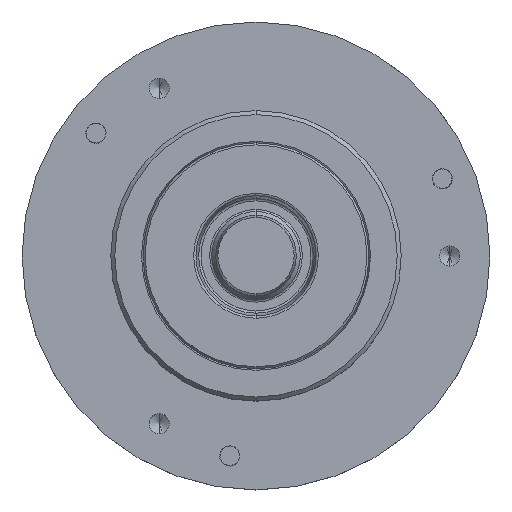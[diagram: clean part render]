
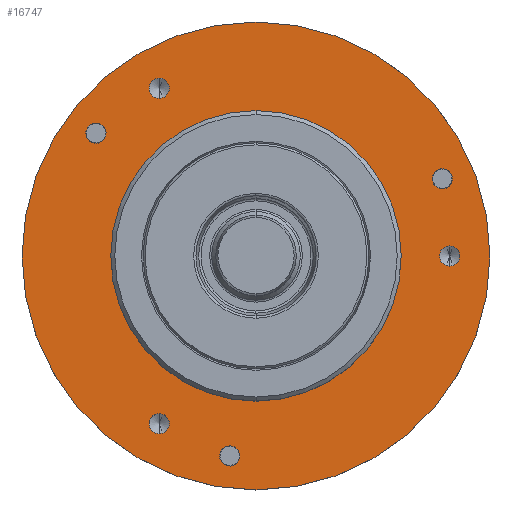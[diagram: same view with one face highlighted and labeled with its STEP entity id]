
A CAD part, top view. The second image highlights one B-rep face of the part: STEP entity #16747.
In plain terms, the highlighted planar face has unit normal (0, 0, 1).
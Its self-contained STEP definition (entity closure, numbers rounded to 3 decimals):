
#3642=CARTESIAN_POINT('',(0.,0.,17.));
#3643=DIRECTION('',(0.,0.,1.));
#3644=DIRECTION('',(1.,0.,0.));
#3645=AXIS2_PLACEMENT_3D('',#3642,#3643,#3644);
#3647=CARTESIAN_POINT('',(0.,0.,17.));
#3648=DIRECTION('',(0.,0.,1.));
#3649=DIRECTION('',(-1.,0.,0.));
#3650=AXIS2_PLACEMENT_3D('',#3647,#3648,#3649);
#3652=CARTESIAN_POINT('',(-19.834,15.219,17.));
#3653=DIRECTION('',(0.,0.,-1.));
#3654=DIRECTION('',(-0.793,0.609,0.));
#3655=AXIS2_PLACEMENT_3D('',#3652,#3653,#3654);
#3657=CARTESIAN_POINT('',(-19.834,15.219,17.));
#3658=DIRECTION('',(0.,0.,-1.));
#3659=DIRECTION('',(0.793,-0.609,0.));
#3660=AXIS2_PLACEMENT_3D('',#3657,#3658,#3659);
#3662=CARTESIAN_POINT('',(-3.263,-24.786,17.));
#3663=DIRECTION('',(0.,0.,-1.));
#3664=DIRECTION('',(-0.131,-0.991,0.));
#3665=AXIS2_PLACEMENT_3D('',#3662,#3663,#3664);
#3667=CARTESIAN_POINT('',(-3.263,-24.786,17.));
#3668=DIRECTION('',(0.,0.,-1.));
#3669=DIRECTION('',(0.131,0.991,0.));
#3670=AXIS2_PLACEMENT_3D('',#3667,#3668,#3669);
#3672=CARTESIAN_POINT('',(23.097,9.567,17.));
#3673=DIRECTION('',(0.,0.,-1.));
#3674=DIRECTION('',(0.924,0.383,0.));
#3675=AXIS2_PLACEMENT_3D('',#3672,#3673,#3674);
#3677=CARTESIAN_POINT('',(23.097,9.567,17.));
#3678=DIRECTION('',(0.,0.,-1.));
#3679=DIRECTION('',(-0.924,-0.383,0.));
#3680=AXIS2_PLACEMENT_3D('',#3677,#3678,#3679);
#3682=CARTESIAN_POINT('',(-12.,-20.785,17.));
#3683=DIRECTION('',(0.,0.,1.));
#3684=DIRECTION('',(0.,-1.,0.));
#3685=AXIS2_PLACEMENT_3D('',#3682,#3683,#3684);
#3687=CARTESIAN_POINT('',(-12.,-20.785,17.));
#3688=DIRECTION('',(0.,0.,1.));
#3689=DIRECTION('',(0.,1.,0.));
#3690=AXIS2_PLACEMENT_3D('',#3687,#3688,#3689);
#3692=CARTESIAN_POINT('',(-12.,20.785,17.));
#3693=DIRECTION('',(0.,0.,1.));
#3694=DIRECTION('',(0.,-1.,0.));
#3695=AXIS2_PLACEMENT_3D('',#3692,#3693,#3694);
#3697=CARTESIAN_POINT('',(-12.,20.785,17.));
#3698=DIRECTION('',(0.,0.,1.));
#3699=DIRECTION('',(0.,1.,0.));
#3700=AXIS2_PLACEMENT_3D('',#3697,#3698,#3699);
#3702=CARTESIAN_POINT('',(24.,0.,17.));
#3703=DIRECTION('',(0.,0.,1.));
#3704=DIRECTION('',(0.,-1.,0.));
#3705=AXIS2_PLACEMENT_3D('',#3702,#3703,#3704);
#3707=CARTESIAN_POINT('',(24.,0.,17.));
#3708=DIRECTION('',(0.,0.,1.));
#3709=DIRECTION('',(0.,1.,0.));
#3710=AXIS2_PLACEMENT_3D('',#3707,#3708,#3709);
#3720=CARTESIAN_POINT('',(0.,0.,17.));
#3721=DIRECTION('',(0.,0.,1.));
#3722=DIRECTION('',(0.,1.,0.));
#3723=AXIS2_PLACEMENT_3D('',#3720,#3721,#3722);
#3757=CARTESIAN_POINT('',(0.,0.,17.));
#3758=DIRECTION('',(0.,0.,-1.));
#3759=DIRECTION('',(0.,1.,0.));
#3760=AXIS2_PLACEMENT_3D('',#3757,#3758,#3759);
#13347=CARTESIAN_POINT('',(0.,18.,17.));
#13348=CARTESIAN_POINT('',(0.,-18.,17.));
#13349=VERTEX_POINT('',#13347);
#13350=VERTEX_POINT('',#13348);
#13351=CARTESIAN_POINT('',(29.,0.,17.));
#13352=CARTESIAN_POINT('',(-29.,0.,17.));
#13353=VERTEX_POINT('',#13351);
#13354=VERTEX_POINT('',#13352);
#13355=CARTESIAN_POINT('',(-20.826,15.98,17.));
#13356=CARTESIAN_POINT('',(-18.842,14.458,17.));
#13357=VERTEX_POINT('',#13355);
#13358=VERTEX_POINT('',#13356);
#13359=CARTESIAN_POINT('',(-3.426,-26.025,17.));
#13360=CARTESIAN_POINT('',(-3.1,-23.547,17.));
#13361=VERTEX_POINT('',#13359);
#13362=VERTEX_POINT('',#13360);
#13363=CARTESIAN_POINT('',(24.252,10.045,17.));
#13364=CARTESIAN_POINT('',(21.942,9.089,17.));
#13365=VERTEX_POINT('',#13363);
#13366=VERTEX_POINT('',#13364);
#13373=CARTESIAN_POINT('',(-12.,-22.035,17.));
#13374=CARTESIAN_POINT('',(-12.,-19.535,17.));
#13375=VERTEX_POINT('',#13373);
#13376=VERTEX_POINT('',#13374);
#13383=CARTESIAN_POINT('',(-12.,19.535,17.));
#13384=CARTESIAN_POINT('',(-12.,22.035,17.));
#13385=VERTEX_POINT('',#13383);
#13386=VERTEX_POINT('',#13384);
#13393=CARTESIAN_POINT('',(24.,-1.25,17.));
#13394=CARTESIAN_POINT('',(24.,1.25,17.));
#13395=VERTEX_POINT('',#13393);
#13396=VERTEX_POINT('',#13394);
#16695=CARTESIAN_POINT('',(0.,0.,17.));
#16696=DIRECTION('',(0.,0.,-1.));
#16697=DIRECTION('',(0.,1.,0.));
#16698=AXIS2_PLACEMENT_3D('',#16695,#16696,#16697);
#16699=PLANE('',#16698);
#16700=ORIENTED_EDGE('',*,*,#16685,.F.);
#16702=ORIENTED_EDGE('',*,*,#16701,.F.);
#16703=EDGE_LOOP('',(#16700,#16702));
#16704=FACE_OUTER_BOUND('',#16703,.F.);
#16706=ORIENTED_EDGE('',*,*,#16705,.T.);
#16708=ORIENTED_EDGE('',*,*,#16707,.F.);
#16709=EDGE_LOOP('',(#16706,#16708));
#16710=FACE_BOUND('',#16709,.F.);
#16712=ORIENTED_EDGE('',*,*,#16711,.F.);
#16714=ORIENTED_EDGE('',*,*,#16713,.F.);
#16715=EDGE_LOOP('',(#16712,#16714));
#16716=FACE_BOUND('',#16715,.F.);
#16718=ORIENTED_EDGE('',*,*,#16717,.F.);
#16720=ORIENTED_EDGE('',*,*,#16719,.F.);
#16721=EDGE_LOOP('',(#16718,#16720));
#16722=FACE_BOUND('',#16721,.F.);
#16724=ORIENTED_EDGE('',*,*,#16723,.F.);
#16726=ORIENTED_EDGE('',*,*,#16725,.F.);
#16727=EDGE_LOOP('',(#16724,#16726));
#16728=FACE_BOUND('',#16727,.F.);
#16730=ORIENTED_EDGE('',*,*,#16729,.T.);
#16732=ORIENTED_EDGE('',*,*,#16731,.T.);
#16733=EDGE_LOOP('',(#16730,#16732));
#16734=FACE_BOUND('',#16733,.F.);
#16736=ORIENTED_EDGE('',*,*,#16735,.T.);
#16738=ORIENTED_EDGE('',*,*,#16737,.T.);
#16739=EDGE_LOOP('',(#16736,#16738));
#16740=FACE_BOUND('',#16739,.F.);
#16742=ORIENTED_EDGE('',*,*,#16741,.T.);
#16744=ORIENTED_EDGE('',*,*,#16743,.T.);
#16745=EDGE_LOOP('',(#16742,#16744));
#16746=FACE_BOUND('',#16745,.F.);
#3646=CIRCLE('',#3645,29.);
#3651=CIRCLE('',#3650,29.);
#3656=CIRCLE('',#3655,1.25);
#3661=CIRCLE('',#3660,1.25);
#3666=CIRCLE('',#3665,1.25);
#3671=CIRCLE('',#3670,1.25);
#3676=CIRCLE('',#3675,1.25);
#3681=CIRCLE('',#3680,1.25);
#3686=CIRCLE('',#3685,1.25);
#3691=CIRCLE('',#3690,1.25);
#3696=CIRCLE('',#3695,1.25);
#3701=CIRCLE('',#3700,1.25);
#3706=CIRCLE('',#3705,1.25);
#3711=CIRCLE('',#3710,1.25);
#3724=CIRCLE('',#3723,18.);
#3761=CIRCLE('',#3760,18.);
#16685=EDGE_CURVE('',#13353,#13354,#3646,.T.);
#16701=EDGE_CURVE('',#13354,#13353,#3651,.T.);
#16705=EDGE_CURVE('',#13349,#13350,#3724,.T.);
#16707=EDGE_CURVE('',#13349,#13350,#3761,.T.);
#16711=EDGE_CURVE('',#13357,#13358,#3656,.T.);
#16713=EDGE_CURVE('',#13358,#13357,#3661,.T.);
#16717=EDGE_CURVE('',#13361,#13362,#3666,.T.);
#16719=EDGE_CURVE('',#13362,#13361,#3671,.T.);
#16723=EDGE_CURVE('',#13365,#13366,#3676,.T.);
#16725=EDGE_CURVE('',#13366,#13365,#3681,.T.);
#16729=EDGE_CURVE('',#13375,#13376,#3686,.T.);
#16731=EDGE_CURVE('',#13376,#13375,#3691,.T.);
#16735=EDGE_CURVE('',#13385,#13386,#3696,.T.);
#16737=EDGE_CURVE('',#13386,#13385,#3701,.T.);
#16741=EDGE_CURVE('',#13395,#13396,#3706,.T.);
#16743=EDGE_CURVE('',#13396,#13395,#3711,.T.);
#16747=ADVANCED_FACE('',(#16704,#16710,#16716,#16722,#16728,#16734,#16740,
#16746),#16699,.F.);
